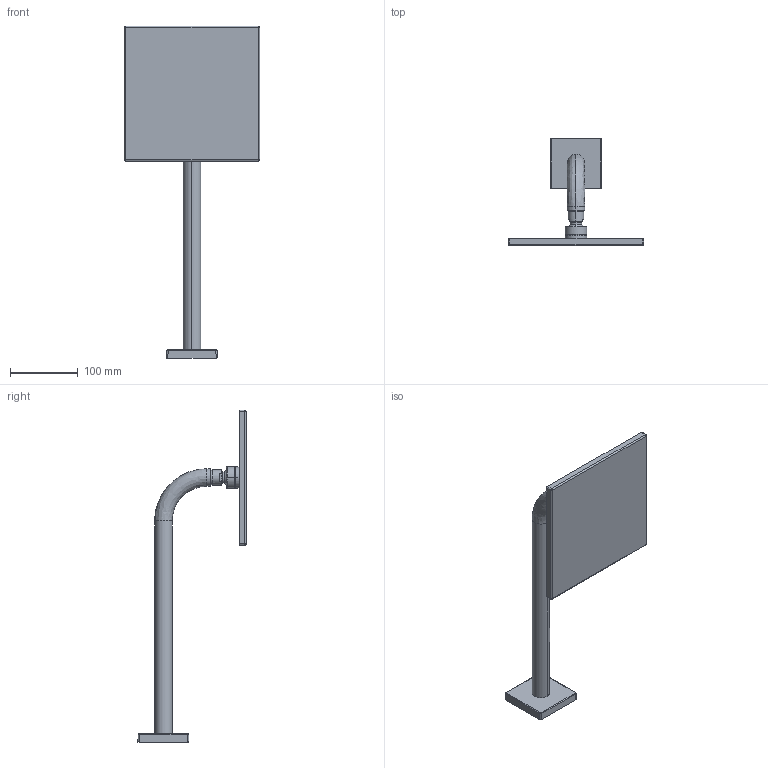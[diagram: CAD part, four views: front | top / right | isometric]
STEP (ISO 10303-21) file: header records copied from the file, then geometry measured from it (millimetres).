
FILE_DESCRIPTION (( 'STEP AP203' ), '1' );
FILE_NAME ('04180240.STEP', '2018-12-20T07:47:06', ( '' ), ( '' ), 'SwSTEP 2.0', 'SolidWorks 2016', '' );
FILE_SCHEMA (( 'CONFIG_CONTROL_DESIGN' ));
Length unit declared in the file: millimetre
Products named in the file (1): 04180240
Bounding box: 199.4 x 159.45 x 489.7 mm (x, y, z)
Volume: 717601.5 mm3; surface area: 139811.4 mm2
Topology: 1 solids, 1 shells, 86 faces, 206 edges, 121 vertices
Faces by surface type: bspline 30, cylinder 30, plane 22, cone 4
Entity records: 3927 total; most frequent: CARTESIAN_POINT 2083, ORIENTED_EDGE 394, DIRECTION 318, EDGE_CURVE 197, AXIS2_PLACEMENT_3D 124, VERTEX_POINT 121, EDGE_LOOP 94, FACE_OUTER_BOUND 86
